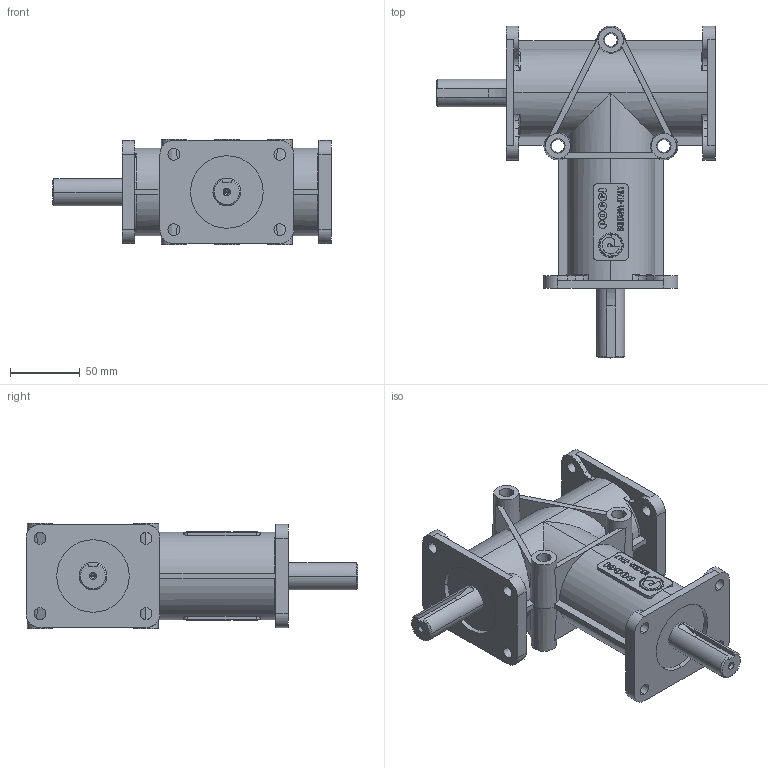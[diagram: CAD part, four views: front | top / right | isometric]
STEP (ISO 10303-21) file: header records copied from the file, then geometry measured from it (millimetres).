
FILE_DESCRIPTION(('STEP AP214'),'1');
FILE_NAME('184030111.stp','2017-01-12T13:02:08',('TraceParts'),('TraceParts S.A.'),'Spatial InterOp 3D',' ',' ');
FILE_SCHEMA(('automotive_design'));
Length unit declared in the file: millimetre
Products named in the file (1): 1
Bounding box: 200 x 238 x 76 mm (x, y, z)
Volume: 986431.3 mm3; surface area: 122470.1 mm2
Topology: 1 solids, 1 shells, 970 faces, 2699 edges, 1794 vertices
Faces by surface type: plane 434, extrusion 342, cylinder 140, cone 38, torus 12, bspline 4
Entity records: 57196 total; most frequent: CARTESIAN_POINT 26218, ORIENTED_EDGE 5390, DIRECTION 3624, EDGE_CURVE 2695, VERTEX_POINT 1794, VECTOR 1552, B_SPLINE_CURVE_WITH_KNOTS 1416, LINE 1210
